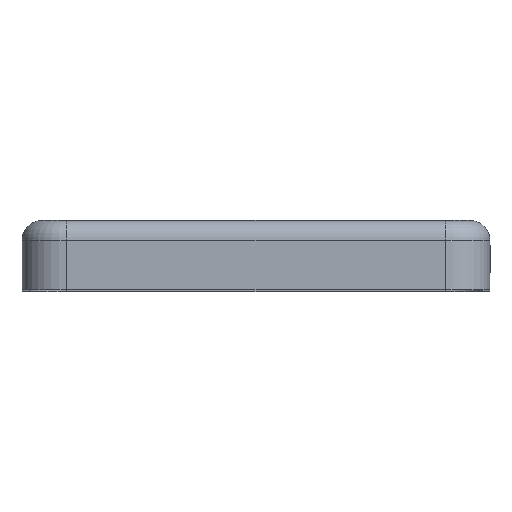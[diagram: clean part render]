
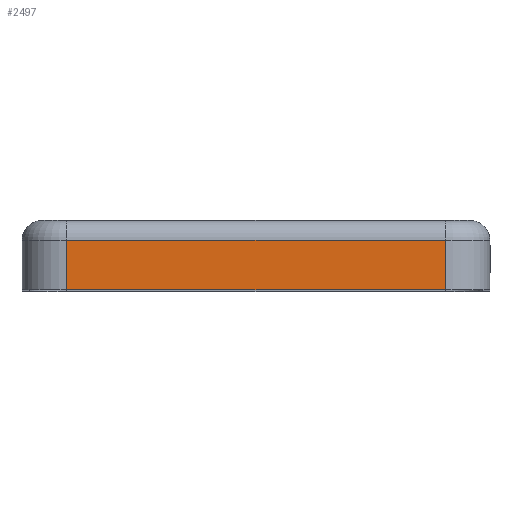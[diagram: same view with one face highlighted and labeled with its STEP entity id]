
A CAD part, top view. The second image highlights one B-rep face of the part: STEP entity #2497.
In plain terms, the highlighted planar face has unit normal (0, 0, 1).
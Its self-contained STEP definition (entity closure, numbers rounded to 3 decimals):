
#69 = ORIENTED_EDGE ( 'NONE', *, *, #2165, .F. ) ;
#82 = LINE ( 'NONE', #601, #1107 ) ;
#127 = VERTEX_POINT ( 'NONE', #1769 ) ;
#485 = ORIENTED_EDGE ( 'NONE', *, *, #1757, .F. ) ;
#499 = PLANE ( 'NONE',  #1135 ) ;
#551 = LINE ( 'NONE', #1768, #1523 ) ;
#601 = CARTESIAN_POINT ( 'NONE',  ( 7.65, 0., 20.25 ) ) ;
#652 = EDGE_CURVE ( 'NONE', #2371, #1570, #551, .T. ) ;
#795 = LINE ( 'NONE', #2527, #1139 ) ;
#831 = FACE_OUTER_BOUND ( 'NONE', #2256, .T. ) ;
#899 = ORIENTED_EDGE ( 'NONE', *, *, #652, .T. ) ;
#946 = CARTESIAN_POINT ( 'NONE',  ( 7.65, 0., 20.25 ) ) ;
#1084 = VERTEX_POINT ( 'NONE', #1727 ) ;
#1107 = VECTOR ( 'NONE', #1462, 1000. ) ;
#1135 = AXIS2_PLACEMENT_3D ( 'NONE', #946, #2213, #2643 ) ;
#1139 = VECTOR ( 'NONE', #1233, 1000. ) ;
#1160 = DIRECTION ( 'NONE',  ( -1., 0., 0. ) ) ;
#1233 = DIRECTION ( 'NONE',  ( -1., 0., 0. ) ) ;
#1357 = EDGE_CURVE ( 'NONE', #1084, #2371, #1489, .T. ) ;
#1462 = DIRECTION ( 'NONE',  ( 0., -1., 0. ) ) ;
#1489 = LINE ( 'NONE', #2439, #1579 ) ;
#1523 = VECTOR ( 'NONE', #2216, 1000. ) ;
#1531 = CARTESIAN_POINT ( 'NONE',  ( -7.65, -0.8, 20.25 ) ) ;
#1570 = VERTEX_POINT ( 'NONE', #1827 ) ;
#1579 = VECTOR ( 'NONE', #1160, 1000. ) ;
#1682 = ORIENTED_EDGE ( 'NONE', *, *, #1357, .T. ) ;
#1727 = CARTESIAN_POINT ( 'NONE',  ( 7.65, -0.8, 20.25 ) ) ;
#1757 = EDGE_CURVE ( 'NONE', #1084, #127, #82, .T. ) ;
#1768 = CARTESIAN_POINT ( 'NONE',  ( -7.65, 0., 20.25 ) ) ;
#1769 = CARTESIAN_POINT ( 'NONE',  ( 7.65, -2.8, 20.25 ) ) ;
#1827 = CARTESIAN_POINT ( 'NONE',  ( -7.65, -2.8, 20.25 ) ) ;
#2165 = EDGE_CURVE ( 'NONE', #127, #1570, #795, .T. ) ;
#2213 = DIRECTION ( 'NONE',  ( 0., 0., 1. ) ) ;
#2216 = DIRECTION ( 'NONE',  ( 0., -1., 0. ) ) ;
#2256 = EDGE_LOOP ( 'NONE', ( #69, #485, #1682, #899 ) ) ;
#2371 = VERTEX_POINT ( 'NONE', #1531 ) ;
#2439 = CARTESIAN_POINT ( 'NONE',  ( 7.65, -0.8, 20.25 ) ) ;
#2497 = ADVANCED_FACE ( 'NONE', ( #831 ), #499, .T. ) ;
#2527 = CARTESIAN_POINT ( 'NONE',  ( 7.65, -2.8, 20.25 ) ) ;
#2643 = DIRECTION ( 'NONE',  ( -1., 0., 0. ) ) ;
